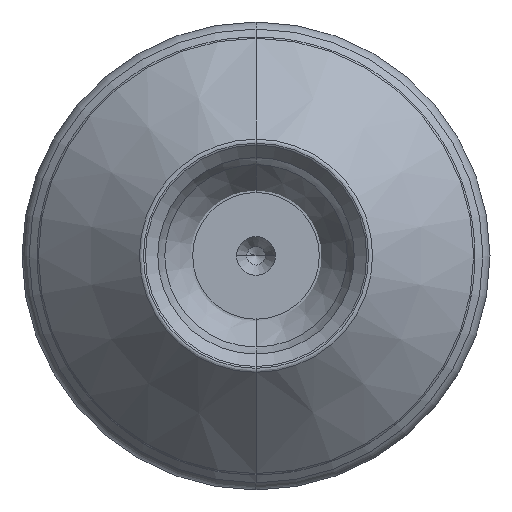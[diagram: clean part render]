
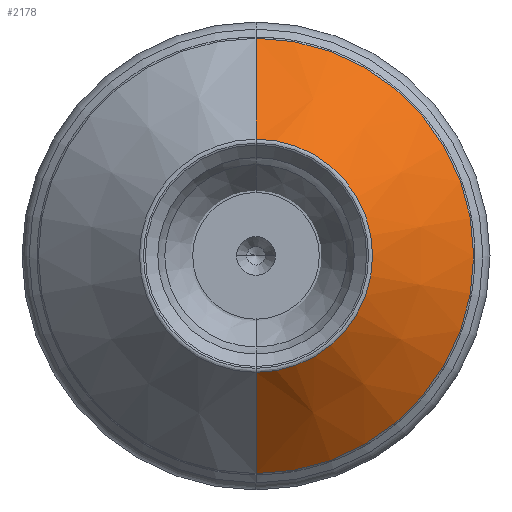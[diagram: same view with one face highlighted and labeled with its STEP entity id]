
A CAD part, top view. The second image highlights one B-rep face of the part: STEP entity #2178.
In plain terms, the highlighted conical face has half-angle 45 degrees and reference radius 14.492 mm.
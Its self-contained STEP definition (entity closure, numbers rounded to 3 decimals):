
#1324=CARTESIAN_POINT('',(0.,0.,99.89));
#1325=DIRECTION('',(0.,0.,-1.));
#1326=DIRECTION('',(0.,1.,0.));
#1327=AXIS2_PLACEMENT_3D('',#1324,#1325,#1326);
#1362=DIRECTION('',(0.,-0.707,0.707));
#1363=VECTOR('',#1362,12.396);
#1364=CARTESIAN_POINT('',(0.,18.875,91.125));
#1365=LINE('',#1364,#1363);
#1366=CARTESIAN_POINT('',(0.,0.,91.125));
#1367=DIRECTION('',(0.,0.,-1.));
#1368=DIRECTION('',(0.,1.,0.));
#1369=AXIS2_PLACEMENT_3D('',#1366,#1367,#1368);
#1371=DIRECTION('',(0.,0.707,0.707));
#1372=VECTOR('',#1371,12.396);
#1373=CARTESIAN_POINT('',(0.,-18.875,91.125));
#1374=LINE('',#1373,#1372);
#1416=CARTESIAN_POINT('',(0.,18.875,91.125));
#1454=CARTESIAN_POINT('',(0.,-18.875,91.125));
#1925=VERTEX_POINT('',#1416);
#1926=CARTESIAN_POINT('',(0.,10.11,99.89));
#1927=VERTEX_POINT('',#1926);
#1946=VERTEX_POINT('',#1454);
#1947=CARTESIAN_POINT('',(0.,-10.11,99.89));
#1948=VERTEX_POINT('',#1947);
#2164=CARTESIAN_POINT('',(0.,0.,95.508));
#2165=DIRECTION('',(0.,0.,-1.));
#2166=DIRECTION('',(0.,-1.,0.));
#2167=AXIS2_PLACEMENT_3D('',#2164,#2165,#2166);
#2168=CONICAL_SURFACE('',#2167,14.492,45.);
#2170=ORIENTED_EDGE('',*,*,#2169,.F.);
#2172=ORIENTED_EDGE('',*,*,#2171,.T.);
#2174=ORIENTED_EDGE('',*,*,#2173,.T.);
#2175=ORIENTED_EDGE('',*,*,#2157,.F.);
#2176=EDGE_LOOP('',(#2170,#2172,#2174,#2175));
#2177=FACE_OUTER_BOUND('',#2176,.F.);
#2178=ADVANCED_FACE('',(#2177),#2168,.T.);
#1328=CIRCLE('',#1327,10.11);
#1370=CIRCLE('',#1369,18.875);
#2157=EDGE_CURVE('',#1927,#1948,#1328,.T.);
#2169=EDGE_CURVE('',#1925,#1927,#1365,.T.);
#2171=EDGE_CURVE('',#1925,#1946,#1370,.T.);
#2173=EDGE_CURVE('',#1946,#1948,#1374,.T.);
